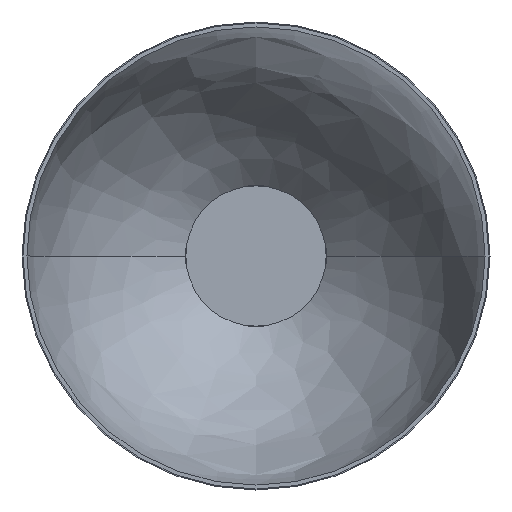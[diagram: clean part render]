
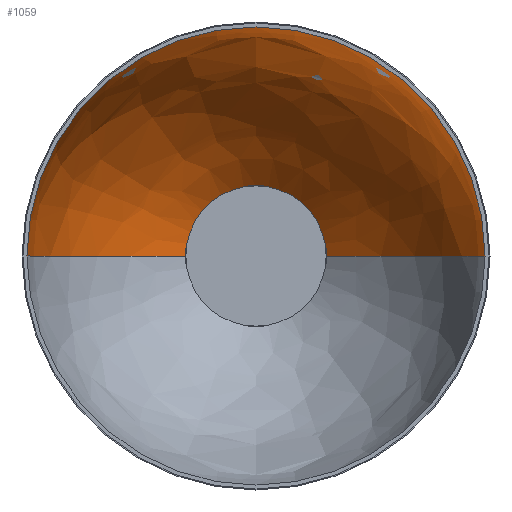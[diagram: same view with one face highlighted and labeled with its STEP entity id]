
A CAD part, front view. The second image highlights one B-rep face of the part: STEP entity #1059.
In plain terms, the highlighted free-form (B-spline) face has degree [3, 3] with [8, 4] control points.
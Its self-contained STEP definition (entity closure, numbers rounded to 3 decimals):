
#8 = VERTEX_POINT ( 'NONE', #899 ) ;
#18 = CARTESIAN_POINT ( 'NONE',  ( 141.091, 245.407, 282.183 ) ) ;
#22 = CARTESIAN_POINT ( 'NONE',  ( -71.148, 314.422, 142.296 ) ) ;
#33 = CARTESIAN_POINT ( 'NONE',  ( 165.652, 214.302, 0. ) ) ;
#38 = CARTESIAN_POINT ( 'NONE',  ( -93.94, 290.46, 0. ) ) ;
#51 = EDGE_CURVE ( 'NONE', #729, #1002, #378, .T. ) ;
#54 = ORIENTED_EDGE ( 'NONE', *, *, #1084, .F. ) ;
#76 = CARTESIAN_POINT ( 'NONE',  ( -219.161, 122.815, 438.322 ) ) ;
#89 = CARTESIAN_POINT ( 'NONE',  ( 0., 314.422, 0. ) ) ;
#110 = CARTESIAN_POINT ( 'NONE',  ( -141.091, 245.407, 0. ) ) ;
#122 = CARTESIAN_POINT ( 'NONE',  ( 232.5, 1., 0. ) ) ;
#162 = CARTESIAN_POINT ( 'NONE',  ( 232.5, 1., 465. ) ) ;
#165 = CARTESIAN_POINT ( 'NONE',  ( 93.94, 290.46, 0. ) ) ;
#166 = CARTESIAN_POINT ( 'NONE',  ( 165.652, 214.302, 0. ) ) ;
#181 = DIRECTION ( 'NONE',  ( 1., 0., 0. ) ) ;
#206 = CARTESIAN_POINT ( 'NONE',  ( 110.801, 279.796, 221.602 ) ) ;
#220 = CARTESIAN_POINT ( 'NONE',  ( 229.873, 41.4, 0. ) ) ;
#269 = CARTESIAN_POINT ( 'NONE',  ( 232.5, 1., 0. ) ) ;
#273 = CARTESIAN_POINT ( 'NONE',  ( -165.652, 214.302, 331.305 ) ) ;
#286 = B_SPLINE_CURVE_WITH_KNOTS ( 'NONE', 3,
 ( #122, #220, #607, #33, #702, #915, #165, #832 ),
 .UNSPECIFIED., .F., .F.,
 ( 4, 1, 1, 1, 1, 4 ),
 ( 0.003, 0.435, 0.509, 0.718, 0.77, 1. ),
 .UNSPECIFIED. ) ;
#305 = FACE_OUTER_BOUND ( 'NONE', #532, .T. ) ;
#311 = CARTESIAN_POINT ( 'NONE',  ( -110.801, 279.796, 0. ) ) ;
#344 = EDGE_CURVE ( 'NONE', #8, #1002, #1168, .T. ) ;
#346 = EDGE_CURVE ( 'NONE', #959, #729, #452, .T. ) ;
#369 = CARTESIAN_POINT ( 'NONE',  ( -232.5, 1., 0. ) ) ;
#378 = B_SPLINE_CURVE_WITH_KNOTS ( 'NONE', 3,
 ( #422, #975, #1069, #519, #1158, #612, #38, #709 ),
 .UNSPECIFIED., .F., .F.,
 ( 4, 1, 1, 1, 1, 4 ),
 ( 0.003, 0.435, 0.509, 0.718, 0.77, 1. ),
 .UNSPECIFIED. ) ;
#389 = DIRECTION ( 'NONE',  ( 0., -1., 0. ) ) ;
#408 = CARTESIAN_POINT ( 'NONE',  ( 93.94, 290.46, 187.88 ) ) ;
#422 = CARTESIAN_POINT ( 'NONE',  ( -232.5, 1., 0. ) ) ;
#452 = CIRCLE ( 'NONE', #669, 232.5 ) ;
#461 = CARTESIAN_POINT ( 'NONE',  ( 229.873, 41.4, 459.746 ) ) ;
#471 = ORIENTED_EDGE ( 'NONE', *, *, #346, .T. ) ;
#503 = CARTESIAN_POINT ( 'NONE',  ( -93.94, 290.46, 0. ) ) ;
#510 =( BOUNDED_SURFACE ( )  B_SPLINE_SURFACE ( 3, 3, ( 
 ( #269, #162, #646, #369 ),
 ( #1011, #461, #1106, #552 ),
 ( #1194, #650, #76, #747 ),
 ( #166, #833, #273, #918 ),
 ( #591, #18, #683, #110 ),
 ( #779, #206, #865, #311 ),
 ( #958, #408, #1052, #503 ),
 ( #1141, #595, #22, #690 ) ),
 .UNSPECIFIED., .F., .F., .F. ) 
 B_SPLINE_SURFACE_WITH_KNOTS ( ( 4, 1, 1, 1, 1, 4 ),
 ( 4, 4 ),
 ( 0.003, 0.435, 0.509, 0.718, 0.77, 1. ),
 ( 0., 1. ),
 .UNSPECIFIED. ) 
 GEOMETRIC_REPRESENTATION_ITEM ( )  RATIONAL_B_SPLINE_SURFACE ( (
 ( 1., 0.333, 0.333, 1.),
 ( 1., 0.333, 0.333, 1.),
 ( 1., 0.333, 0.333, 1.),
 ( 1., 0.333, 0.333, 1.),
 ( 1., 0.333, 0.333, 1.),
 ( 1., 0.333, 0.333, 1.),
 ( 1., 0.333, 0.333, 1.),
 ( 1., 0.333, 0.333, 1.) ) ) 
 REPRESENTATION_ITEM ( '' )  SURFACE ( )  );
#519 = CARTESIAN_POINT ( 'NONE',  ( -165.652, 214.302, 0. ) ) ;
#532 = EDGE_LOOP ( 'NONE', ( #54, #471, #1182, #712 ) ) ;
#538 = AXIS2_PLACEMENT_3D ( 'NONE', #89, #759, #181 ) ;
#552 = CARTESIAN_POINT ( 'NONE',  ( -229.873, 41.4, 0. ) ) ;
#591 = CARTESIAN_POINT ( 'NONE',  ( 141.091, 245.407, 0. ) ) ;
#595 = CARTESIAN_POINT ( 'NONE',  ( 71.148, 314.422, 142.296 ) ) ;
#607 = CARTESIAN_POINT ( 'NONE',  ( 219.161, 122.815, 0. ) ) ;
#612 = CARTESIAN_POINT ( 'NONE',  ( -110.801, 279.796, 0. ) ) ;
#636 = CARTESIAN_POINT ( 'NONE',  ( 232.5, 1., 0. ) ) ;
#646 = CARTESIAN_POINT ( 'NONE',  ( -232.5, 1., 465. ) ) ;
#650 = CARTESIAN_POINT ( 'NONE',  ( 219.161, 122.815, 438.322 ) ) ;
#669 = AXIS2_PLACEMENT_3D ( 'NONE', #933, #389, #1029 ) ;
#683 = CARTESIAN_POINT ( 'NONE',  ( -141.091, 245.407, 282.183 ) ) ;
#690 = CARTESIAN_POINT ( 'NONE',  ( -71.148, 314.422, 0. ) ) ;
#702 = CARTESIAN_POINT ( 'NONE',  ( 141.091, 245.407, 0. ) ) ;
#709 = CARTESIAN_POINT ( 'NONE',  ( -71.148, 314.422, 0. ) ) ;
#712 = ORIENTED_EDGE ( 'NONE', *, *, #344, .F. ) ;
#729 = VERTEX_POINT ( 'NONE', #1112 ) ;
#747 = CARTESIAN_POINT ( 'NONE',  ( -219.161, 122.815, 0. ) ) ;
#759 = DIRECTION ( 'NONE',  ( 0., -1., 0. ) ) ;
#779 = CARTESIAN_POINT ( 'NONE',  ( 110.801, 279.796, 0. ) ) ;
#825 = CARTESIAN_POINT ( 'NONE',  ( -71.148, 314.422, 0. ) ) ;
#832 = CARTESIAN_POINT ( 'NONE',  ( 71.148, 314.422, 0. ) ) ;
#833 = CARTESIAN_POINT ( 'NONE',  ( 165.652, 214.302, 331.305 ) ) ;
#865 = CARTESIAN_POINT ( 'NONE',  ( -110.801, 279.796, 221.602 ) ) ;
#899 = CARTESIAN_POINT ( 'NONE',  ( 71.148, 314.422, 0. ) ) ;
#915 = CARTESIAN_POINT ( 'NONE',  ( 110.801, 279.796, 0. ) ) ;
#918 = CARTESIAN_POINT ( 'NONE',  ( -165.652, 214.302, 0. ) ) ;
#933 = CARTESIAN_POINT ( 'NONE',  ( 0., 1., 0. ) ) ;
#958 = CARTESIAN_POINT ( 'NONE',  ( 93.94, 290.46, 0. ) ) ;
#959 = VERTEX_POINT ( 'NONE', #636 ) ;
#975 = CARTESIAN_POINT ( 'NONE',  ( -229.873, 41.4, 0. ) ) ;
#1002 = VERTEX_POINT ( 'NONE', #825 ) ;
#1011 = CARTESIAN_POINT ( 'NONE',  ( 229.873, 41.4, 0. ) ) ;
#1029 = DIRECTION ( 'NONE',  ( 1., 0., 0. ) ) ;
#1052 = CARTESIAN_POINT ( 'NONE',  ( -93.94, 290.46, 187.88 ) ) ;
#1059 = ADVANCED_FACE ( 'NONE', ( #305 ), #510, .F. ) ;
#1069 = CARTESIAN_POINT ( 'NONE',  ( -219.161, 122.815, 0. ) ) ;
#1084 = EDGE_CURVE ( 'NONE', #959, #8, #286, .T. ) ;
#1106 = CARTESIAN_POINT ( 'NONE',  ( -229.873, 41.4, 459.746 ) ) ;
#1112 = CARTESIAN_POINT ( 'NONE',  ( -232.5, 1., 0. ) ) ;
#1141 = CARTESIAN_POINT ( 'NONE',  ( 71.148, 314.422, 0. ) ) ;
#1158 = CARTESIAN_POINT ( 'NONE',  ( -141.091, 245.407, 0. ) ) ;
#1168 = CIRCLE ( 'NONE', #538, 71.148 ) ;
#1182 = ORIENTED_EDGE ( 'NONE', *, *, #51, .T. ) ;
#1194 = CARTESIAN_POINT ( 'NONE',  ( 219.161, 122.815, 0. ) ) ;
